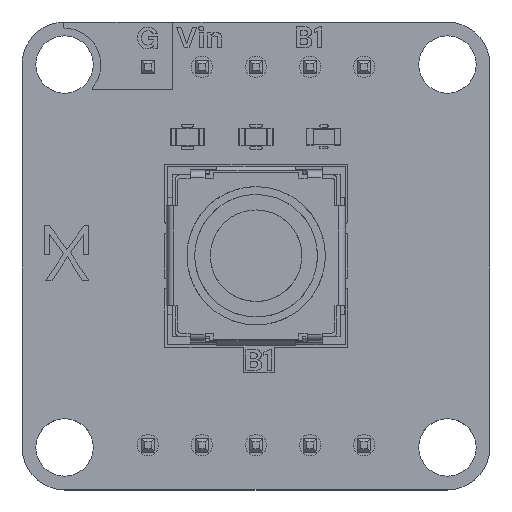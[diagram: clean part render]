
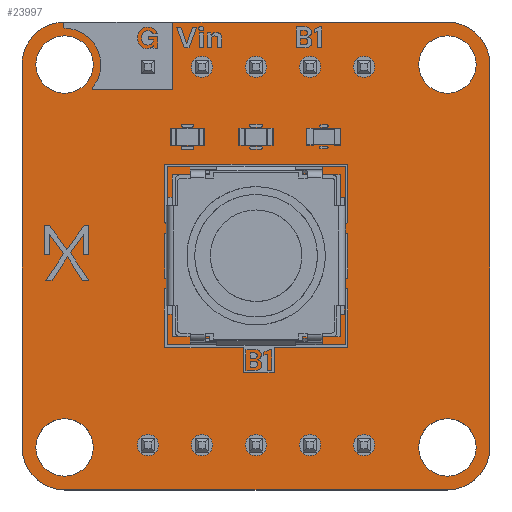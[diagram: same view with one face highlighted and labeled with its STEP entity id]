
A CAD part, top view. The second image highlights one B-rep face of the part: STEP entity #23997.
In plain terms, the highlighted planar face has unit normal (0, 0, 1).
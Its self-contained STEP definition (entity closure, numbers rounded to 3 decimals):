
#23694 = VERTEX_POINT('',#23695);
#23695 = CARTESIAN_POINT('',(8.998,10.998,1.51));
#23701 = EDGE_CURVE('',#23694,#23702,#23704,.T.);
#23702 = VERTEX_POINT('',#23703);
#23703 = CARTESIAN_POINT('',(10.998,8.998,1.51));
#23704 = CIRCLE('',#23705,2.);
#23705 = AXIS2_PLACEMENT_3D('',#23706,#23707,#23708);
#23706 = CARTESIAN_POINT('',(8.998,8.998,1.51));
#23707 = DIRECTION('',(0.,0.,-1.));
#23708 = DIRECTION('',(0.,1.,0.));
#23736 = VERTEX_POINT('',#23737);
#23737 = CARTESIAN_POINT('',(-8.993,10.998,1.51));
#23743 = EDGE_CURVE('',#23736,#23694,#23744,.T.);
#23744 = LINE('',#23745,#23746);
#23745 = CARTESIAN_POINT('',(-8.993,10.998,1.51));
#23746 = VECTOR('',#23747,1.);
#23747 = DIRECTION('',(1.,0.,0.));
#23765 = EDGE_CURVE('',#23702,#23766,#23768,.T.);
#23766 = VERTEX_POINT('',#23767);
#23767 = CARTESIAN_POINT('',(10.998,-9.002,1.51));
#23768 = LINE('',#23769,#23770);
#23769 = CARTESIAN_POINT('',(10.998,8.998,1.51));
#23770 = VECTOR('',#23771,1.);
#23771 = DIRECTION('',(0.,-1.,0.));
#23997 = ADVANCED_FACE('',(#23998,#24044,#24055,#24066,#24077,#24088,
    #24099,#24110,#24121,#24132,#24143,#24154,#24165,#24176,#24187),
  #24198,.T.);
#23998 = FACE_BOUND('',#23999,.T.);
#23999 = EDGE_LOOP('',(#24000,#24001,#24002,#24011,#24019,#24028,#24036,
    #24043));
#24000 = ORIENTED_EDGE('',*,*,#23701,.F.);
#24001 = ORIENTED_EDGE('',*,*,#23743,.F.);
#24002 = ORIENTED_EDGE('',*,*,#24003,.F.);
#24003 = EDGE_CURVE('',#24004,#23736,#24006,.T.);
#24004 = VERTEX_POINT('',#24005);
#24005 = CARTESIAN_POINT('',(-11.002,8.998,1.51));
#24006 = CIRCLE('',#24007,2.);
#24007 = AXIS2_PLACEMENT_3D('',#24008,#24009,#24010);
#24008 = CARTESIAN_POINT('',(-9.002,8.998,1.51));
#24009 = DIRECTION('',(0.,0.,-1.));
#24010 = DIRECTION('',(-1.,0.,-0.));
#24011 = ORIENTED_EDGE('',*,*,#24012,.F.);
#24012 = EDGE_CURVE('',#24013,#24004,#24015,.T.);
#24013 = VERTEX_POINT('',#24014);
#24014 = CARTESIAN_POINT('',(-11.002,-9.002,1.51));
#24015 = LINE('',#24016,#24017);
#24016 = CARTESIAN_POINT('',(-11.002,-9.002,1.51));
#24017 = VECTOR('',#24018,1.);
#24018 = DIRECTION('',(0.,1.,0.));
#24019 = ORIENTED_EDGE('',*,*,#24020,.F.);
#24020 = EDGE_CURVE('',#24021,#24013,#24023,.T.);
#24021 = VERTEX_POINT('',#24022);
#24022 = CARTESIAN_POINT('',(-9.002,-11.002,1.51));
#24023 = CIRCLE('',#24024,2.);
#24024 = AXIS2_PLACEMENT_3D('',#24025,#24026,#24027);
#24025 = CARTESIAN_POINT('',(-9.002,-9.002,1.51));
#24026 = DIRECTION('',(0.,0.,-1.));
#24027 = DIRECTION('',(0.,-1.,0.));
#24028 = ORIENTED_EDGE('',*,*,#24029,.F.);
#24029 = EDGE_CURVE('',#24030,#24021,#24032,.T.);
#24030 = VERTEX_POINT('',#24031);
#24031 = CARTESIAN_POINT('',(8.998,-11.002,1.51));
#24032 = LINE('',#24033,#24034);
#24033 = CARTESIAN_POINT('',(8.998,-11.002,1.51));
#24034 = VECTOR('',#24035,1.);
#24035 = DIRECTION('',(-1.,0.,0.));
#24036 = ORIENTED_EDGE('',*,*,#24037,.F.);
#24037 = EDGE_CURVE('',#23766,#24030,#24038,.T.);
#24038 = CIRCLE('',#24039,2.);
#24039 = AXIS2_PLACEMENT_3D('',#24040,#24041,#24042);
#24040 = CARTESIAN_POINT('',(8.998,-9.002,1.51));
#24041 = DIRECTION('',(0.,0.,-1.));
#24042 = DIRECTION('',(1.,0.,0.));
#24043 = ORIENTED_EDGE('',*,*,#23765,.F.);
#24044 = FACE_BOUND('',#24045,.T.);
#24045 = EDGE_LOOP('',(#24046));
#24046 = ORIENTED_EDGE('',*,*,#24047,.T.);
#24047 = EDGE_CURVE('',#24048,#24048,#24050,.T.);
#24048 = VERTEX_POINT('',#24049);
#24049 = CARTESIAN_POINT('',(-9.002,-10.352,1.51));
#24050 = CIRCLE('',#24051,1.35);
#24051 = AXIS2_PLACEMENT_3D('',#24052,#24053,#24054);
#24052 = CARTESIAN_POINT('',(-9.002,-9.002,1.51));
#24053 = DIRECTION('',(-0.,0.,-1.));
#24054 = DIRECTION('',(-0.,-1.,0.));
#24055 = FACE_BOUND('',#24056,.T.);
#24056 = EDGE_LOOP('',(#24057));
#24057 = ORIENTED_EDGE('',*,*,#24058,.T.);
#24058 = EDGE_CURVE('',#24059,#24059,#24061,.T.);
#24059 = VERTEX_POINT('',#24060);
#24060 = CARTESIAN_POINT('',(-5.082,-9.392,1.51));
#24061 = CIRCLE('',#24062,0.5);
#24062 = AXIS2_PLACEMENT_3D('',#24063,#24064,#24065);
#24063 = CARTESIAN_POINT('',(-5.082,-8.892,1.51));
#24064 = DIRECTION('',(-0.,0.,-1.));
#24065 = DIRECTION('',(-0.,-1.,0.));
#24066 = FACE_BOUND('',#24067,.T.);
#24067 = EDGE_LOOP('',(#24068));
#24068 = ORIENTED_EDGE('',*,*,#24069,.T.);
#24069 = EDGE_CURVE('',#24070,#24070,#24072,.T.);
#24070 = VERTEX_POINT('',#24071);
#24071 = CARTESIAN_POINT('',(-2.542,-9.392,1.51));
#24072 = CIRCLE('',#24073,0.5);
#24073 = AXIS2_PLACEMENT_3D('',#24074,#24075,#24076);
#24074 = CARTESIAN_POINT('',(-2.542,-8.892,1.51));
#24075 = DIRECTION('',(-0.,0.,-1.));
#24076 = DIRECTION('',(-0.,-1.,0.));
#24077 = FACE_BOUND('',#24078,.T.);
#24078 = EDGE_LOOP('',(#24079));
#24079 = ORIENTED_EDGE('',*,*,#24080,.T.);
#24080 = EDGE_CURVE('',#24081,#24081,#24083,.T.);
#24081 = VERTEX_POINT('',#24082);
#24082 = CARTESIAN_POINT('',(-0.002,-9.392,1.51));
#24083 = CIRCLE('',#24084,0.5);
#24084 = AXIS2_PLACEMENT_3D('',#24085,#24086,#24087);
#24085 = CARTESIAN_POINT('',(-0.002,-8.892,1.51));
#24086 = DIRECTION('',(-0.,0.,-1.));
#24087 = DIRECTION('',(0.,-1.,-0.));
#24088 = FACE_BOUND('',#24089,.T.);
#24089 = EDGE_LOOP('',(#24090));
#24090 = ORIENTED_EDGE('',*,*,#24091,.T.);
#24091 = EDGE_CURVE('',#24092,#24092,#24094,.T.);
#24092 = VERTEX_POINT('',#24093);
#24093 = CARTESIAN_POINT('',(2.538,-9.392,1.51));
#24094 = CIRCLE('',#24095,0.5);
#24095 = AXIS2_PLACEMENT_3D('',#24096,#24097,#24098);
#24096 = CARTESIAN_POINT('',(2.538,-8.892,1.51));
#24097 = DIRECTION('',(-0.,0.,-1.));
#24098 = DIRECTION('',(-0.,-1.,0.));
#24099 = FACE_BOUND('',#24100,.T.);
#24100 = EDGE_LOOP('',(#24101));
#24101 = ORIENTED_EDGE('',*,*,#24102,.T.);
#24102 = EDGE_CURVE('',#24103,#24103,#24105,.T.);
#24103 = VERTEX_POINT('',#24104);
#24104 = CARTESIAN_POINT('',(5.078,-9.392,1.51));
#24105 = CIRCLE('',#24106,0.5);
#24106 = AXIS2_PLACEMENT_3D('',#24107,#24108,#24109);
#24107 = CARTESIAN_POINT('',(5.078,-8.892,1.51));
#24108 = DIRECTION('',(-0.,0.,-1.));
#24109 = DIRECTION('',(-0.,-1.,0.));
#24110 = FACE_BOUND('',#24111,.T.);
#24111 = EDGE_LOOP('',(#24112));
#24112 = ORIENTED_EDGE('',*,*,#24113,.T.);
#24113 = EDGE_CURVE('',#24114,#24114,#24116,.T.);
#24114 = VERTEX_POINT('',#24115);
#24115 = CARTESIAN_POINT('',(8.998,-10.352,1.51));
#24116 = CIRCLE('',#24117,1.35);
#24117 = AXIS2_PLACEMENT_3D('',#24118,#24119,#24120);
#24118 = CARTESIAN_POINT('',(8.998,-9.002,1.51));
#24119 = DIRECTION('',(-0.,0.,-1.));
#24120 = DIRECTION('',(-0.,-1.,0.));
#24121 = FACE_BOUND('',#24122,.T.);
#24122 = EDGE_LOOP('',(#24123));
#24123 = ORIENTED_EDGE('',*,*,#24124,.T.);
#24124 = EDGE_CURVE('',#24125,#24125,#24127,.T.);
#24125 = VERTEX_POINT('',#24126);
#24126 = CARTESIAN_POINT('',(-9.002,7.648,1.51));
#24127 = CIRCLE('',#24128,1.35);
#24128 = AXIS2_PLACEMENT_3D('',#24129,#24130,#24131);
#24129 = CARTESIAN_POINT('',(-9.002,8.998,1.51));
#24130 = DIRECTION('',(-0.,0.,-1.));
#24131 = DIRECTION('',(-0.,-1.,0.));
#24132 = FACE_BOUND('',#24133,.T.);
#24133 = EDGE_LOOP('',(#24134));
#24134 = ORIENTED_EDGE('',*,*,#24135,.T.);
#24135 = EDGE_CURVE('',#24136,#24136,#24138,.T.);
#24136 = VERTEX_POINT('',#24137);
#24137 = CARTESIAN_POINT('',(-5.082,8.388,1.51));
#24138 = CIRCLE('',#24139,0.5);
#24139 = AXIS2_PLACEMENT_3D('',#24140,#24141,#24142);
#24140 = CARTESIAN_POINT('',(-5.082,8.888,1.51));
#24141 = DIRECTION('',(-0.,0.,-1.));
#24142 = DIRECTION('',(-0.,-1.,0.));
#24143 = FACE_BOUND('',#24144,.T.);
#24144 = EDGE_LOOP('',(#24145));
#24145 = ORIENTED_EDGE('',*,*,#24146,.T.);
#24146 = EDGE_CURVE('',#24147,#24147,#24149,.T.);
#24147 = VERTEX_POINT('',#24148);
#24148 = CARTESIAN_POINT('',(-2.542,8.388,1.51));
#24149 = CIRCLE('',#24150,0.5);
#24150 = AXIS2_PLACEMENT_3D('',#24151,#24152,#24153);
#24151 = CARTESIAN_POINT('',(-2.542,8.888,1.51));
#24152 = DIRECTION('',(-0.,0.,-1.));
#24153 = DIRECTION('',(-0.,-1.,0.));
#24154 = FACE_BOUND('',#24155,.T.);
#24155 = EDGE_LOOP('',(#24156));
#24156 = ORIENTED_EDGE('',*,*,#24157,.T.);
#24157 = EDGE_CURVE('',#24158,#24158,#24160,.T.);
#24158 = VERTEX_POINT('',#24159);
#24159 = CARTESIAN_POINT('',(-0.002,8.388,1.51));
#24160 = CIRCLE('',#24161,0.5);
#24161 = AXIS2_PLACEMENT_3D('',#24162,#24163,#24164);
#24162 = CARTESIAN_POINT('',(-0.002,8.888,1.51));
#24163 = DIRECTION('',(-0.,0.,-1.));
#24164 = DIRECTION('',(0.,-1.,-0.));
#24165 = FACE_BOUND('',#24166,.T.);
#24166 = EDGE_LOOP('',(#24167));
#24167 = ORIENTED_EDGE('',*,*,#24168,.T.);
#24168 = EDGE_CURVE('',#24169,#24169,#24171,.T.);
#24169 = VERTEX_POINT('',#24170);
#24170 = CARTESIAN_POINT('',(2.538,8.388,1.51));
#24171 = CIRCLE('',#24172,0.5);
#24172 = AXIS2_PLACEMENT_3D('',#24173,#24174,#24175);
#24173 = CARTESIAN_POINT('',(2.538,8.888,1.51));
#24174 = DIRECTION('',(-0.,0.,-1.));
#24175 = DIRECTION('',(-0.,-1.,0.));
#24176 = FACE_BOUND('',#24177,.T.);
#24177 = EDGE_LOOP('',(#24178));
#24178 = ORIENTED_EDGE('',*,*,#24179,.T.);
#24179 = EDGE_CURVE('',#24180,#24180,#24182,.T.);
#24180 = VERTEX_POINT('',#24181);
#24181 = CARTESIAN_POINT('',(5.078,8.388,1.51));
#24182 = CIRCLE('',#24183,0.5);
#24183 = AXIS2_PLACEMENT_3D('',#24184,#24185,#24186);
#24184 = CARTESIAN_POINT('',(5.078,8.888,1.51));
#24185 = DIRECTION('',(-0.,0.,-1.));
#24186 = DIRECTION('',(-0.,-1.,0.));
#24187 = FACE_BOUND('',#24188,.T.);
#24188 = EDGE_LOOP('',(#24189));
#24189 = ORIENTED_EDGE('',*,*,#24190,.T.);
#24190 = EDGE_CURVE('',#24191,#24191,#24193,.T.);
#24191 = VERTEX_POINT('',#24192);
#24192 = CARTESIAN_POINT('',(8.998,7.648,1.51));
#24193 = CIRCLE('',#24194,1.35);
#24194 = AXIS2_PLACEMENT_3D('',#24195,#24196,#24197);
#24195 = CARTESIAN_POINT('',(8.998,8.998,1.51));
#24196 = DIRECTION('',(-0.,0.,-1.));
#24197 = DIRECTION('',(-0.,-1.,0.));
#24198 = PLANE('',#24199);
#24199 = AXIS2_PLACEMENT_3D('',#24200,#24201,#24202);
#24200 = CARTESIAN_POINT('',(0.,0.,1.51));
#24201 = DIRECTION('',(0.,0.,1.));
#24202 = DIRECTION('',(1.,0.,-0.));
